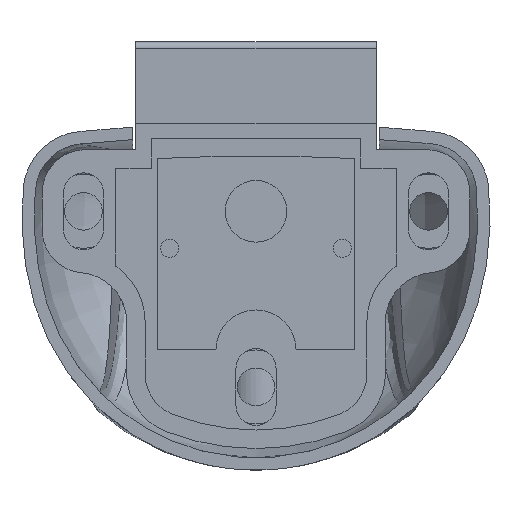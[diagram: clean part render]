
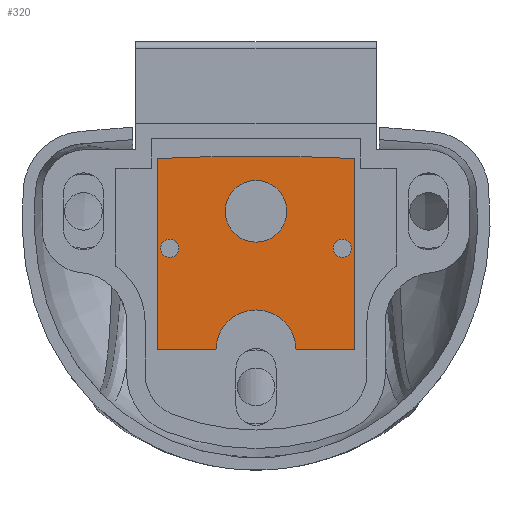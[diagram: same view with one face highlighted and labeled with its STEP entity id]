
A CAD part, front view. The second image highlights one B-rep face of the part: STEP entity #320.
In plain terms, the highlighted planar face has unit normal (0, -1, 0).
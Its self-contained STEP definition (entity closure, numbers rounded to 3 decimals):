
#293 = ORIENTED_EDGE ( 'NONE', *, *, #294, .F. ) ;
#294 = EDGE_CURVE ( 'NONE', #876, #884, #11699, .T. ) ;
#297 = EDGE_LOOP ( 'NONE', ( #293, #494 ) ) ;
#298 = EDGE_CURVE ( 'NONE', #545, #329, #11693, .T. ) ;
#308 = EDGE_CURVE ( 'NONE', #313, #309, #11730, .T. ) ;
#309 = VERTEX_POINT ( 'NONE', #11726 ) ;
#310 = EDGE_LOOP ( 'NONE', ( #311, #495 ) ) ;
#311 = ORIENTED_EDGE ( 'NONE', *, *, #325, .T. ) ;
#313 = VERTEX_POINT ( 'NONE', #11725 ) ;
#314 = EDGE_CURVE ( 'NONE', #541, #551, #11724, .T. ) ;
#315 = ORIENTED_EDGE ( 'NONE', *, *, #547, .F. ) ;
#316 = ORIENTED_EDGE ( 'NONE', *, *, #318, .F. ) ;
#318 = EDGE_CURVE ( 'NONE', #327, #313, #11720, .T. ) ;
#320 = ADVANCED_FACE ( 'NONE', ( #11647, #11646, #11645, #11644 ), #11643, .T. ) ;
#321 = ORIENTED_EDGE ( 'NONE', *, *, #552, .F. ) ;
#322 = ORIENTED_EDGE ( 'NONE', *, *, #331, .F. ) ;
#325 = EDGE_CURVE ( 'NONE', #329, #545, #11634, .T. ) ;
#326 = EDGE_LOOP ( 'NONE', ( #546, #316, #321, #540, #315, #542 ) ) ;
#327 = VERTEX_POINT ( 'NONE', #11629 ) ;
#329 = VERTEX_POINT ( 'NONE', #11624 ) ;
#330 = EDGE_LOOP ( 'NONE', ( #322, #539 ) ) ;
#331 = EDGE_CURVE ( 'NONE', #590, #585, #11622, .T. ) ;
#494 = ORIENTED_EDGE ( 'NONE', *, *, #875, .F. ) ;
#495 = ORIENTED_EDGE ( 'NONE', *, *, #298, .T. ) ;
#539 = ORIENTED_EDGE ( 'NONE', *, *, #583, .F. ) ;
#540 = ORIENTED_EDGE ( 'NONE', *, *, #314, .F. ) ;
#541 = VERTEX_POINT ( 'NONE', #4740 ) ;
#542 = ORIENTED_EDGE ( 'NONE', *, *, #543, .F. ) ;
#543 = EDGE_CURVE ( 'NONE', #309, #550, #4739, .T. ) ;
#545 = VERTEX_POINT ( 'NONE', #4734 ) ;
#546 = ORIENTED_EDGE ( 'NONE', *, *, #308, .F. ) ;
#547 = EDGE_CURVE ( 'NONE', #550, #541, #4733, .T. ) ;
#550 = VERTEX_POINT ( 'NONE', #4728 ) ;
#551 = VERTEX_POINT ( 'NONE', #4729 ) ;
#552 = EDGE_CURVE ( 'NONE', #551, #327, #4827, .T. ) ;
#583 = EDGE_CURVE ( 'NONE', #585, #590, #5071, .T. ) ;
#585 = VERTEX_POINT ( 'NONE', #4972 ) ;
#590 = VERTEX_POINT ( 'NONE', #4963 ) ;
#875 = EDGE_CURVE ( 'NONE', #884, #876, #5664, .T. ) ;
#876 = VERTEX_POINT ( 'NONE', #8058 ) ;
#884 = VERTEX_POINT ( 'NONE', #7947 ) ;
#4728 = CARTESIAN_POINT ( 'NONE',  ( 16., 0., 8.573 ) ) ;
#4729 = CARTESIAN_POINT ( 'NONE',  ( 6.5, 0., -22.5 ) ) ;
#4730 = DIRECTION ( 'NONE',  ( 0., 0., -1. ) ) ;
#4731 = VECTOR ( 'NONE', #4730, 1000. ) ;
#4732 = CARTESIAN_POINT ( 'NONE',  ( 16., 0., -22.5 ) ) ;
#4733 = LINE ( 'NONE', #4732, #4731 ) ;
#4734 = CARTESIAN_POINT ( 'NONE',  ( 0., 0., 5. ) ) ;
#4735 = DIRECTION ( 'NONE',  ( 0., 0., -1. ) ) ;
#4736 = DIRECTION ( 'NONE',  ( 0., 1., 0. ) ) ;
#4737 = CARTESIAN_POINT ( 'NONE',  ( 0., 0., -291. ) ) ;
#4738 = AXIS2_PLACEMENT_3D ( 'NONE', #4737, #4736, #4735 ) ;
#4739 = CIRCLE ( 'NONE', #4738, 300. ) ;
#4740 = CARTESIAN_POINT ( 'NONE',  ( 16., 0., -22.5 ) ) ;
#4823 = DIRECTION ( 'NONE',  ( 0., 0., 1. ) ) ;
#4824 = DIRECTION ( 'NONE',  ( 0., -1., 0. ) ) ;
#4825 = CARTESIAN_POINT ( 'NONE',  ( 0., 0., -22.5 ) ) ;
#4826 = AXIS2_PLACEMENT_3D ( 'NONE', #4825, #4824, #4823 ) ;
#4827 = CIRCLE ( 'NONE', #4826, 6.5 ) ;
#4963 = CARTESIAN_POINT ( 'NONE',  ( 14., 0., -4.5 ) ) ;
#4972 = CARTESIAN_POINT ( 'NONE',  ( 14., 0., -7.5 ) ) ;
#4973 = DIRECTION ( 'NONE',  ( 0., 0., -1. ) ) ;
#4974 = DIRECTION ( 'NONE',  ( 0., -1., 0. ) ) ;
#4975 = CARTESIAN_POINT ( 'NONE',  ( 14., 0., -6. ) ) ;
#5070 = AXIS2_PLACEMENT_3D ( 'NONE', #4975, #4974, #4973 ) ;
#5071 = CIRCLE ( 'NONE', #5070, 1.5 ) ;
#5658 = CARTESIAN_POINT ( 'NONE',  ( -14., 0., -6. ) ) ;
#5659 = AXIS2_PLACEMENT_3D ( 'NONE', #5658, #7604, #7608 ) ;
#5664 = CIRCLE ( 'NONE', #5659, 1.5 ) ;
#7604 = DIRECTION ( 'NONE',  ( 0., -1., 0. ) ) ;
#7608 = DIRECTION ( 'NONE',  ( 0., 0., -1. ) ) ;
#7947 = CARTESIAN_POINT ( 'NONE',  ( -14., 0., -7.5 ) ) ;
#8058 = CARTESIAN_POINT ( 'NONE',  ( -14., 0., -4.5 ) ) ;
#11618 = DIRECTION ( 'NONE',  ( 0., 0., -1. ) ) ;
#11619 = DIRECTION ( 'NONE',  ( 0., -1., 0. ) ) ;
#11620 = CARTESIAN_POINT ( 'NONE',  ( 14., 0., -6. ) ) ;
#11621 = AXIS2_PLACEMENT_3D ( 'NONE', #11620, #11619, #11618 ) ;
#11622 = CIRCLE ( 'NONE', #11621, 1.5 ) ;
#11624 = CARTESIAN_POINT ( 'NONE',  ( 0., 0., -5. ) ) ;
#11629 = CARTESIAN_POINT ( 'NONE',  ( -6.5, 0., -22.5 ) ) ;
#11630 = DIRECTION ( 'NONE',  ( 0., 0., 1. ) ) ;
#11631 = DIRECTION ( 'NONE',  ( 0., 1., 0. ) ) ;
#11632 = CARTESIAN_POINT ( 'NONE',  ( 0., 0., 0. ) ) ;
#11633 = AXIS2_PLACEMENT_3D ( 'NONE', #11632, #11631, #11630 ) ;
#11634 = CIRCLE ( 'NONE', #11633, 5. ) ;
#11639 = DIRECTION ( 'NONE',  ( 0., 0., -1. ) ) ;
#11640 = DIRECTION ( 'NONE',  ( 0., -1., 0. ) ) ;
#11641 = CARTESIAN_POINT ( 'NONE',  ( 0., 0., -291. ) ) ;
#11642 = AXIS2_PLACEMENT_3D ( 'NONE', #11641, #11640, #11639 ) ;
#11643 = PLANE ( 'NONE',  #11642 ) ;
#11644 = FACE_BOUND ( 'NONE', #297, .T. ) ;
#11645 = FACE_BOUND ( 'NONE', #310, .T. ) ;
#11646 = FACE_OUTER_BOUND ( 'NONE', #326, .T. ) ;
#11647 = FACE_BOUND ( 'NONE', #330, .T. ) ;
#11689 = DIRECTION ( 'NONE',  ( 0., 0., 1. ) ) ;
#11690 = DIRECTION ( 'NONE',  ( 0., 1., 0. ) ) ;
#11691 = CARTESIAN_POINT ( 'NONE',  ( 0., 0., 0. ) ) ;
#11692 = AXIS2_PLACEMENT_3D ( 'NONE', #11691, #11690, #11689 ) ;
#11693 = CIRCLE ( 'NONE', #11692, 5. ) ;
#11695 = DIRECTION ( 'NONE',  ( 0., 0., -1. ) ) ;
#11696 = DIRECTION ( 'NONE',  ( 0., -1., 0. ) ) ;
#11697 = CARTESIAN_POINT ( 'NONE',  ( -14., 0., -6. ) ) ;
#11698 = AXIS2_PLACEMENT_3D ( 'NONE', #11697, #11696, #11695 ) ;
#11699 = CIRCLE ( 'NONE', #11698, 1.5 ) ;
#11717 = DIRECTION ( 'NONE',  ( -1., 0., 0. ) ) ;
#11718 = VECTOR ( 'NONE', #11717, 1000. ) ;
#11719 = CARTESIAN_POINT ( 'NONE',  ( -16., 0., -22.5 ) ) ;
#11720 = LINE ( 'NONE', #11719, #11718 ) ;
#11721 = DIRECTION ( 'NONE',  ( -1., 0., 0. ) ) ;
#11722 = VECTOR ( 'NONE', #11721, 1000. ) ;
#11723 = CARTESIAN_POINT ( 'NONE',  ( 6.5, 0., -22.5 ) ) ;
#11724 = LINE ( 'NONE', #11723, #11722 ) ;
#11725 = CARTESIAN_POINT ( 'NONE',  ( -16., 0., -22.5 ) ) ;
#11726 = CARTESIAN_POINT ( 'NONE',  ( -16., 0., 8.573 ) ) ;
#11727 = DIRECTION ( 'NONE',  ( 0., 0., 1. ) ) ;
#11728 = VECTOR ( 'NONE', #11727, 1000. ) ;
#11729 = CARTESIAN_POINT ( 'NONE',  ( -16., 0., -22.5 ) ) ;
#11730 = LINE ( 'NONE', #11729, #11728 ) ;
